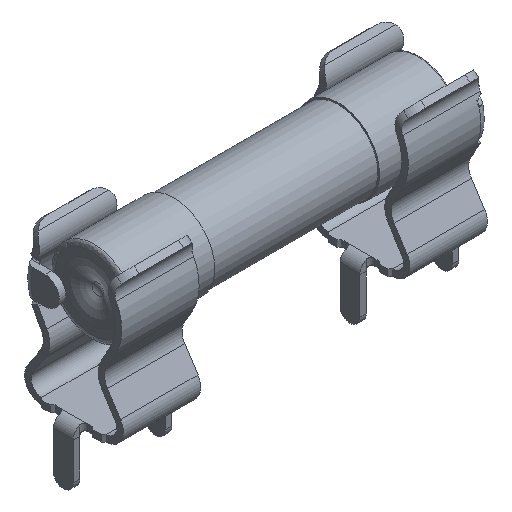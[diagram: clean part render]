
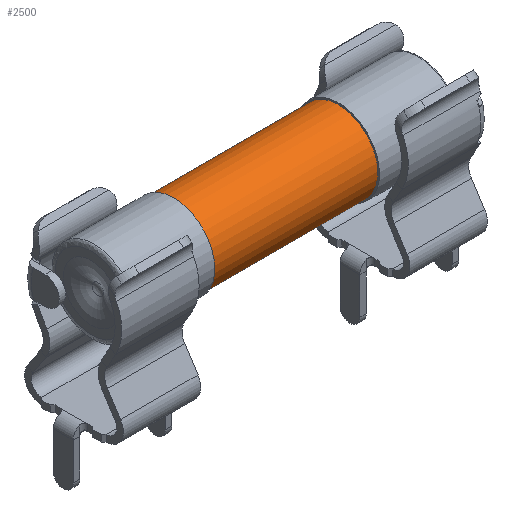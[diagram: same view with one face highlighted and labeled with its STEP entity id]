
A CAD part, isometric view. The second image highlights one B-rep face of the part: STEP entity #2500.
In plain terms, the highlighted cylindrical face has radius 2.4 mm (diameter 4.8 mm), a full revolution.
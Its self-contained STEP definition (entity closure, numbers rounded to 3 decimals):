
#2500=ADVANCED_FACE('',(#4377,#4379),#4381,.T.);
#4377=FACE_OUTER_BOUND('',#4378,.T.);
#4378=EDGE_LOOP('',(#5584));
#4379=FACE_OUTER_BOUND('',#4380,.T.);
#4380=EDGE_LOOP('',(#5585));
#4381=CYLINDRICAL_SURFACE('',#4382,2.4);
#4382=AXIS2_PLACEMENT_3D('',#4383,#4384,#4385);
#4383=CARTESIAN_POINT('',(19.8,0.,0.));
#4384=DIRECTION('',(-1.,0.,0.));
#4385=DIRECTION('',(0.,0.,-1.));
#5584=ORIENTED_EDGE('',*,*,#6140,.T.);
#5585=ORIENTED_EDGE('',*,*,#6141,.F.);
#6140=EDGE_CURVE('',#7000,#7000,#7001,.T.);
#6141=EDGE_CURVE('',#7002,#7002,#7003,.T.);
#7000=VERTEX_POINT('',#10024);
#7001=CIRCLE('',#10025,2.4);
#7002=VERTEX_POINT('',#10029);
#7003=CIRCLE('',#10030,2.4);
#10024=CARTESIAN_POINT('',(19.8,0.,-2.4));
#10025=AXIS2_PLACEMENT_3D('',#10026,#10027,#10028);
#10026=CARTESIAN_POINT('',(19.8,0.,0.));
#10027=DIRECTION('',(-1.,-0.,0.));
#10028=DIRECTION('',(0.,0.,-1.));
#10029=CARTESIAN_POINT('',(0.2,0.,-2.4));
#10030=AXIS2_PLACEMENT_3D('',#10031,#10032,#10033);
#10031=CARTESIAN_POINT('',(0.2,0.,0.));
#10032=DIRECTION('',(-1.,-0.,0.));
#10033=DIRECTION('',(0.,0.,-1.));
